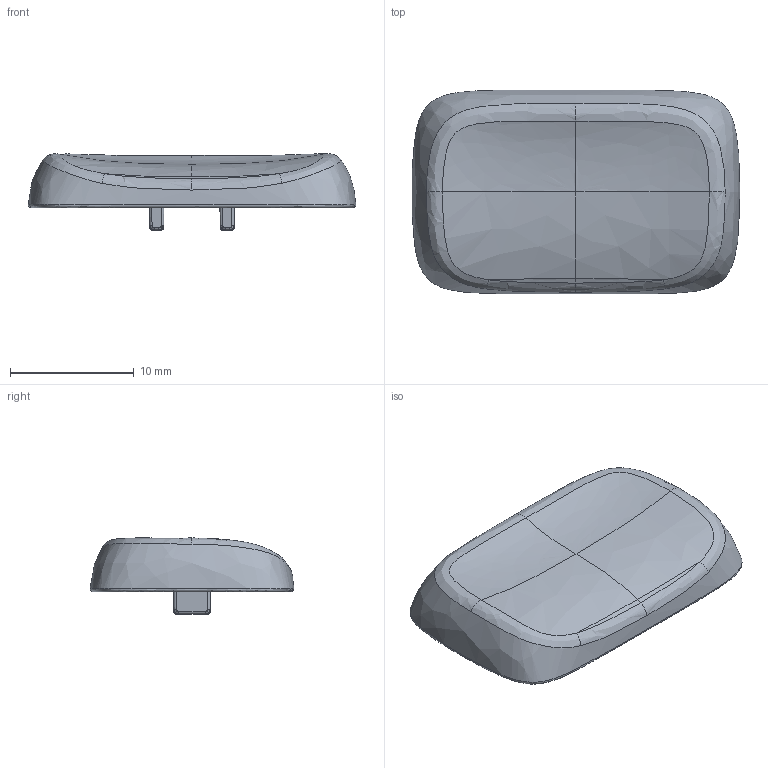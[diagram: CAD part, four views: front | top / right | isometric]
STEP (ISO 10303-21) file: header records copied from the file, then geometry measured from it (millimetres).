
FILE_DESCRIPTION(/* description */ (''),/* implementation_level */ '2;1');
FILE_NAME(/* name */ 'Choc_Stem_Choc_Size_Thumb_H_1.5U.step',/* time_stamp */ '2025-11-16T10:50:53+07:00',/* author */ (''),/* organization */ (''),/* preprocessor_version */ 'ST-DEVELOPER v20.1',/* originating_system */ 'Autodesk Translation Framework v14.21.0.0',/* authorisation */ '');
FILE_SCHEMA (('AUTOMOTIVE_DESIGN { 1 0 10303 214 3 1 1 }'));
Length unit declared in the file: millimetre
Products named in the file (1): [Choc] Thumb H 1.5U
Bounding box: 26.47 x 16.47 x 6.17 mm (x, y, z)
Volume: 811.9 mm3; surface area: 1178.8 mm2
Topology: 1 solids, 1 shells, 157 faces, 418 edges, 266 vertices
Faces by surface type: bspline 119, cylinder 24, plane 14
Entity records: 13968 total; most frequent: CARTESIAN_POINT 10547, ORIENTED_EDGE 832, DIRECTION 539, EDGE_CURVE 416, VERTEX_POINT 266, AXIS2_PLACEMENT_3D 244, CIRCLE 205, EDGE_LOOP 162
